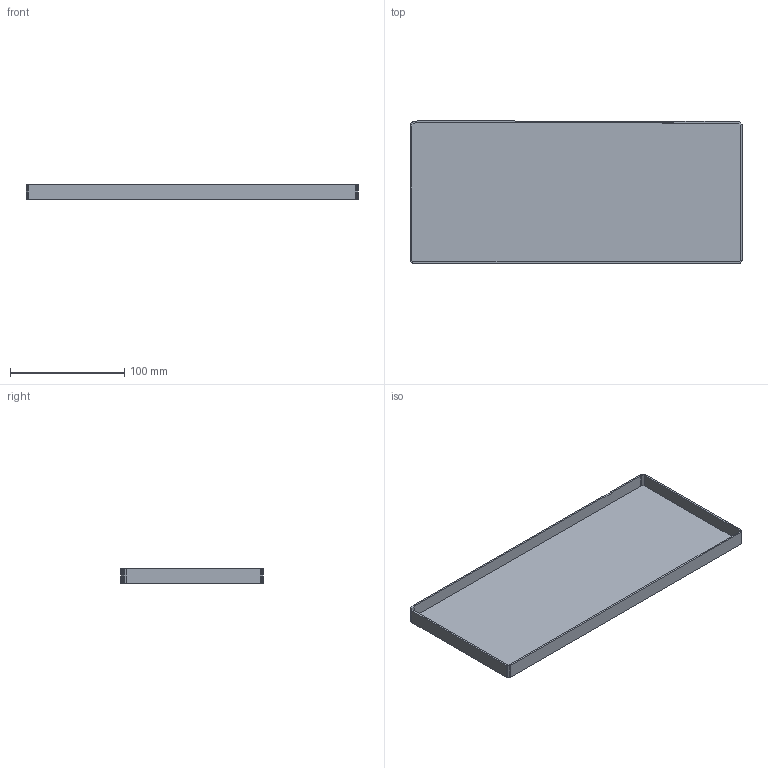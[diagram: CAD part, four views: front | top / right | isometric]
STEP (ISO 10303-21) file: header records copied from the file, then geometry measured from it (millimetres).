
FILE_DESCRIPTION(/* description */ ('Designed by EasyEDA Pro'),/* implementation_level */ '2;1');
FILE_NAME(/* name */ 'BASE.step',/* time_stamp */ '2025-07-10T15:05:14+05:30',/* author */ (''),/* organization */ (''),/* preprocessor_version */ 'ST-DEVELOPER v20.1',/* originating_system */ 'Autodesk Translation Framework v14.10.0.0',/* authorisation */ '');
FILE_SCHEMA (('AUTOMOTIVE_DESIGN { 1 0 10303 214 3 1 1 }'));
Length unit declared in the file: millimetre
Products named in the file (1): Open CASCADE STEP translator 7.8 2
Bounding box: 290.26 x 124.43 x 12.7 mm (x, y, z)
Volume: 67780.3 mm3; surface area: 91604 mm2
Topology: 1 solids, 1 shells, 128 faces, 378 edges, 252 vertices
Faces by surface type: plane 128
Entity records: 4222 total; most frequent: CARTESIAN_POINT 759, ORIENTED_EDGE 756, DIRECTION 636, LINE 378, VECTOR 378, EDGE_CURVE 378, VERTEX_POINT 252, AXIS2_PLACEMENT_3D 129
